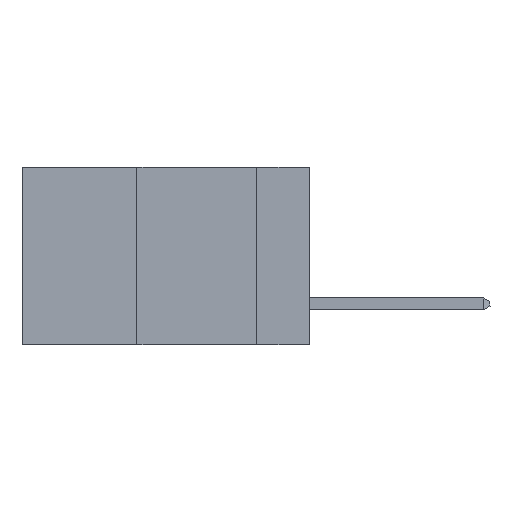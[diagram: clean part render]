
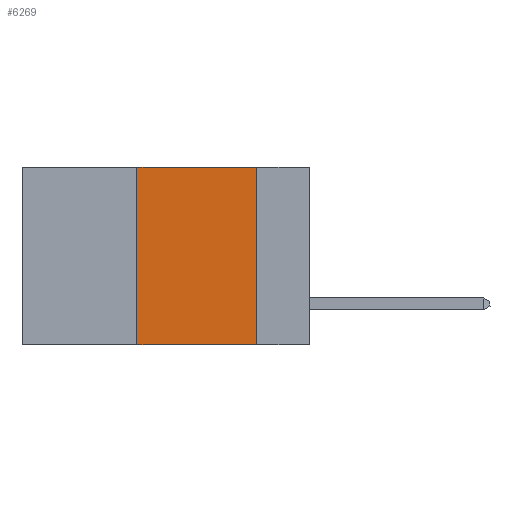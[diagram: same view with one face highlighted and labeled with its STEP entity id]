
A CAD part, left-side view. The second image highlights one B-rep face of the part: STEP entity #6269.
In plain terms, the highlighted planar face has unit normal (-1, 0, 0).
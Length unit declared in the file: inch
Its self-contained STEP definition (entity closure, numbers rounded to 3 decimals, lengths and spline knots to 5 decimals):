
#44 = CARTESIAN_POINT ( 'NONE',  ( 0., 0.11, 0. ) ) ;
#63 = ORIENTED_EDGE ( 'NONE', *, *, #15515, .F. ) ;
#527 = CARTESIAN_POINT ( 'NONE',  ( 0., 0.6, 0. ) ) ;
#2253 = DIRECTION ( 'NONE',  ( 1., 0., 0. ) ) ;
#2498 = VECTOR ( 'NONE', #14116, 39.37008 ) ;
#3025 = LINE ( 'NONE', #12446, #2498 ) ;
#4752 = CARTESIAN_POINT ( 'NONE',  ( 0., 0.36, 0. ) ) ;
#5207 = ORIENTED_EDGE ( 'NONE', *, *, #13052, .F. ) ;
#6199 = CARTESIAN_POINT ( 'NONE',  ( 0., 0.11, -0.37 ) ) ;
#6223 = CARTESIAN_POINT ( 'NONE',  ( 0., 0.36, -0.37 ) ) ;
#6269 = ADVANCED_FACE ( 'NONE', ( #10917 ), #14115, .F. ) ;
#6479 = DIRECTION ( 'NONE',  ( 0., 0., 1. ) ) ;
#7397 = LINE ( 'NONE', #4752, #15782 ) ;
#7431 = CARTESIAN_POINT ( 'NONE',  ( 0., 0.6, -0.37 ) ) ;
#7587 = CARTESIAN_POINT ( 'NONE',  ( 0., 0.11, 0. ) ) ;
#9004 = ORIENTED_EDGE ( 'NONE', *, *, #21471, .T. ) ;
#9792 = ORIENTED_EDGE ( 'NONE', *, *, #12378, .F. ) ;
#10917 = FACE_OUTER_BOUND ( 'NONE', #16122, .T. ) ;
#12378 = EDGE_CURVE ( 'NONE', #20994, #14940, #7397, .T. ) ;
#12446 = CARTESIAN_POINT ( 'NONE',  ( 0., 0.6, 0. ) ) ;
#12477 = DIRECTION ( 'NONE',  ( 0., -1., 0. ) ) ;
#12546 = VERTEX_POINT ( 'NONE', #44 ) ;
#12743 = CARTESIAN_POINT ( 'NONE',  ( 0., 0.36, 0. ) ) ;
#13052 = EDGE_CURVE ( 'NONE', #14940, #12546, #3025, .T. ) ;
#13943 = VERTEX_POINT ( 'NONE', #6199 ) ;
#14090 = LINE ( 'NONE', #7431, #17973 ) ;
#14115 = PLANE ( 'NONE',  #18854 ) ;
#14116 = DIRECTION ( 'NONE',  ( 0., -1., 0. ) ) ;
#14180 = DIRECTION ( 'NONE',  ( 0., 0., -1. ) ) ;
#14940 = VERTEX_POINT ( 'NONE', #12743 ) ;
#15515 = EDGE_CURVE ( 'NONE', #12546, #13943, #21859, .T. ) ;
#15782 = VECTOR ( 'NONE', #6479, 39.37008 ) ;
#16122 = EDGE_LOOP ( 'NONE', ( #63, #5207, #9792, #9004 ) ) ;
#17973 = VECTOR ( 'NONE', #12477, 39.37008 ) ;
#18017 = VECTOR ( 'NONE', #19296, 39.37008 ) ;
#18854 = AXIS2_PLACEMENT_3D ( 'NONE', #527, #2253, #14180 ) ;
#19296 = DIRECTION ( 'NONE',  ( 0., 0., -1. ) ) ;
#20994 = VERTEX_POINT ( 'NONE', #6223 ) ;
#21471 = EDGE_CURVE ( 'NONE', #20994, #13943, #14090, .T. ) ;
#21859 = LINE ( 'NONE', #7587, #18017 ) ;
